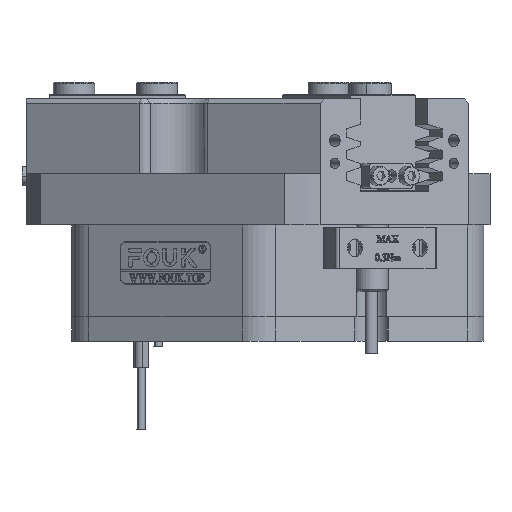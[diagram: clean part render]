
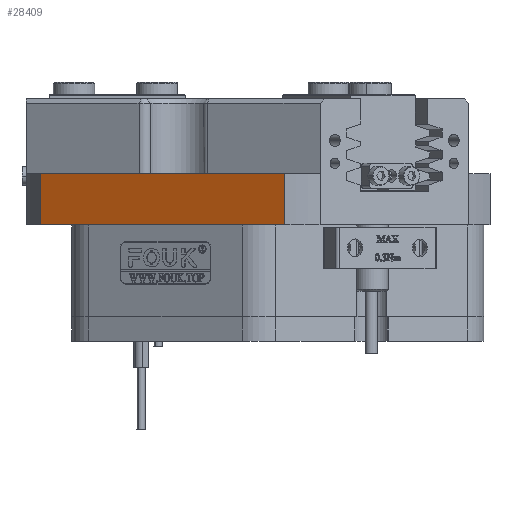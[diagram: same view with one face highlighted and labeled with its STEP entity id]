
A CAD part, front view. The second image highlights one B-rep face of the part: STEP entity #28409.
In plain terms, the highlighted planar face has unit normal (-0.5, -0.866, 0).
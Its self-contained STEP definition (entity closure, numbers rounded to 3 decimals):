
#2398 = LINE ( 'NONE', #44351, #6594 ) ;
#3287 = EDGE_CURVE ( 'NONE', #43872, #57754, #2398, .T. ) ;
#4566 = EDGE_CURVE ( 'NONE', #21216, #43872, #48604, .T. ) ;
#6594 = VECTOR ( 'NONE', #26496, 1000. ) ;
#7191 = ORIENTED_EDGE ( 'NONE', *, *, #54523, .T. ) ;
#7838 = DIRECTION ( 'NONE',  ( 0., 0., -1. ) ) ;
#8358 = VERTEX_POINT ( 'NONE', #21449 ) ;
#9987 = CARTESIAN_POINT ( 'NONE',  ( -105., 0., 0. ) ) ;
#12330 = DIRECTION ( 'NONE',  ( 0.866, -0.5, 0. ) ) ;
#13093 = CARTESIAN_POINT ( 'NONE',  ( 3.118, -62.422, 52.3 ) ) ;
#14071 = ORIENTED_EDGE ( 'NONE', *, *, #24855, .T. ) ;
#14262 = LINE ( 'NONE', #25682, #47296 ) ;
#14487 = DIRECTION ( 'NONE',  ( -0.5, -0.866, 0. ) ) ;
#16132 = CARTESIAN_POINT ( 'NONE',  ( 3.118, -62.422, 34.3 ) ) ;
#16396 = ORIENTED_EDGE ( 'NONE', *, *, #3287, .T. ) ;
#21216 = VERTEX_POINT ( 'NONE', #54793 ) ;
#21449 = CARTESIAN_POINT ( 'NONE',  ( -55.618, -28.511, 22. ) ) ;
#22054 = FACE_OUTER_BOUND ( 'NONE', #44894, .T. ) ;
#22504 = DIRECTION ( 'NONE',  ( 0., 0., 1. ) ) ;
#22637 = LINE ( 'NONE', #47874, #45794 ) ;
#24691 = DIRECTION ( 'NONE',  ( 0.866, -0.5, 0. ) ) ;
#24855 = EDGE_CURVE ( 'NONE', #57754, #8358, #14262, .T. ) ;
#25682 = CARTESIAN_POINT ( 'NONE',  ( -55.618, -28.511, 52.3 ) ) ;
#26496 = DIRECTION ( 'NONE',  ( -0.866, 0.5, 0. ) ) ;
#26866 = CARTESIAN_POINT ( 'NONE',  ( -55.618, -28.511, 34.3 ) ) ;
#28409 = ADVANCED_FACE ( 'NONE', ( #22054 ), #50010, .T. ) ;
#43872 = VERTEX_POINT ( 'NONE', #16132 ) ;
#44351 = CARTESIAN_POINT ( 'NONE',  ( -105., 0., 34.3 ) ) ;
#44894 = EDGE_LOOP ( 'NONE', ( #14071, #7191, #57662, #16396 ) ) ;
#45101 = VECTOR ( 'NONE', #22504, 1000. ) ;
#45794 = VECTOR ( 'NONE', #12330, 1000. ) ;
#47296 = VECTOR ( 'NONE', #7838, 1000. ) ;
#47874 = CARTESIAN_POINT ( 'NONE',  ( -105., 0., 22. ) ) ;
#48604 = LINE ( 'NONE', #13093, #45101 ) ;
#49513 = AXIS2_PLACEMENT_3D ( 'NONE', #9987, #14487, #24691 ) ;
#50010 = PLANE ( 'NONE',  #49513 ) ;
#54523 = EDGE_CURVE ( 'NONE', #8358, #21216, #22637, .T. ) ;
#54793 = CARTESIAN_POINT ( 'NONE',  ( 3.118, -62.422, 22. ) ) ;
#57662 = ORIENTED_EDGE ( 'NONE', *, *, #4566, .T. ) ;
#57754 = VERTEX_POINT ( 'NONE', #26866 ) ;
